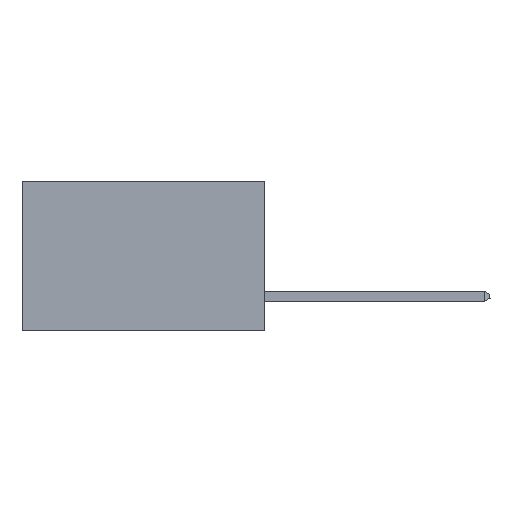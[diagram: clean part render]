
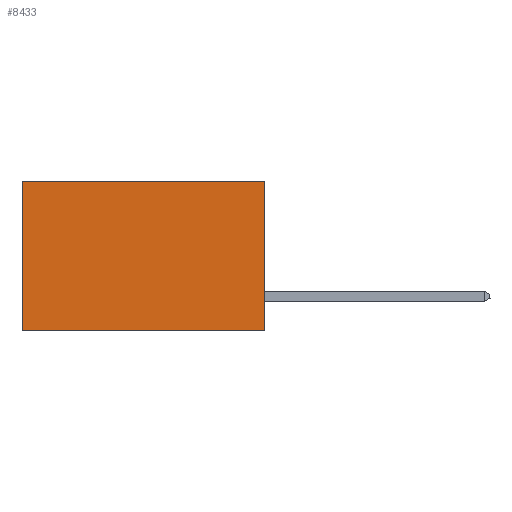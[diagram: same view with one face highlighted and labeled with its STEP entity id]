
A CAD part, left-side view. The second image highlights one B-rep face of the part: STEP entity #8433.
In plain terms, the highlighted planar face has unit normal (-1, 0, 0).
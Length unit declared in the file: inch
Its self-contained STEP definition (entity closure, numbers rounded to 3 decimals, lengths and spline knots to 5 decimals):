
#644 = ORIENTED_EDGE ( 'NONE', *, *, #14369, .T. ) ;
#755 = CARTESIAN_POINT ( 'NONE',  ( 0.298, 0., 0. ) ) ;
#1323 = CARTESIAN_POINT ( 'NONE',  ( 0.298, 0.6, 0. ) ) ;
#1380 = LINE ( 'NONE', #2737, #5559 ) ;
#1897 = ORIENTED_EDGE ( 'NONE', *, *, #4156, .F. ) ;
#2098 = DIRECTION ( 'NONE',  ( 1., 0., 0. ) ) ;
#2737 = CARTESIAN_POINT ( 'NONE',  ( 0.298, 0., 0. ) ) ;
#2793 = DIRECTION ( 'NONE',  ( 0., 1., 0. ) ) ;
#4061 = CARTESIAN_POINT ( 'NONE',  ( 0.298, 0., -0.37 ) ) ;
#4156 = EDGE_CURVE ( 'NONE', #9844, #12956, #11747, .T. ) ;
#5082 = EDGE_LOOP ( 'NONE', ( #644, #1897, #12089, #9598 ) ) ;
#5418 = DIRECTION ( 'NONE',  ( 0., 0., -1. ) ) ;
#5559 = VECTOR ( 'NONE', #5418, 39.37008 ) ;
#6492 = DIRECTION ( 'NONE',  ( 0., 0., -1. ) ) ;
#6518 = LINE ( 'NONE', #755, #12940 ) ;
#7152 = EDGE_CURVE ( 'NONE', #7961, #9844, #1380, .T. ) ;
#7487 = DIRECTION ( 'NONE',  ( 0., 1., 0. ) ) ;
#7674 = FACE_OUTER_BOUND ( 'NONE', #5082, .T. ) ;
#7857 = CARTESIAN_POINT ( 'NONE',  ( 0.298, 0., 0. ) ) ;
#7961 = VERTEX_POINT ( 'NONE', #7857 ) ;
#8433 = ADVANCED_FACE ( 'NONE', ( #7674 ), #14363, .F. ) ;
#9319 = VERTEX_POINT ( 'NONE', #1323 ) ;
#9598 = ORIENTED_EDGE ( 'NONE', *, *, #12296, .T. ) ;
#9844 = VERTEX_POINT ( 'NONE', #4061 ) ;
#9939 = DIRECTION ( 'NONE',  ( 0., 0., -1. ) ) ;
#10132 = LINE ( 'NONE', #13133, #11515 ) ;
#11040 = CARTESIAN_POINT ( 'NONE',  ( 0.298, 0., 0. ) ) ;
#11515 = VECTOR ( 'NONE', #6492, 39.37008 ) ;
#11747 = LINE ( 'NONE', #13143, #12945 ) ;
#12089 = ORIENTED_EDGE ( 'NONE', *, *, #7152, .F. ) ;
#12262 = AXIS2_PLACEMENT_3D ( 'NONE', #11040, #2098, #9939 ) ;
#12296 = EDGE_CURVE ( 'NONE', #7961, #9319, #6518, .T. ) ;
#12597 = CARTESIAN_POINT ( 'NONE',  ( 0.298, 0.6, -0.37 ) ) ;
#12940 = VECTOR ( 'NONE', #2793, 39.37008 ) ;
#12945 = VECTOR ( 'NONE', #7487, 39.37008 ) ;
#12956 = VERTEX_POINT ( 'NONE', #12597 ) ;
#13133 = CARTESIAN_POINT ( 'NONE',  ( 0.298, 0.6, 0. ) ) ;
#13143 = CARTESIAN_POINT ( 'NONE',  ( 0.298, 0., -0.37 ) ) ;
#14363 = PLANE ( 'NONE',  #12262 ) ;
#14369 = EDGE_CURVE ( 'NONE', #9319, #12956, #10132, .T. ) ;
